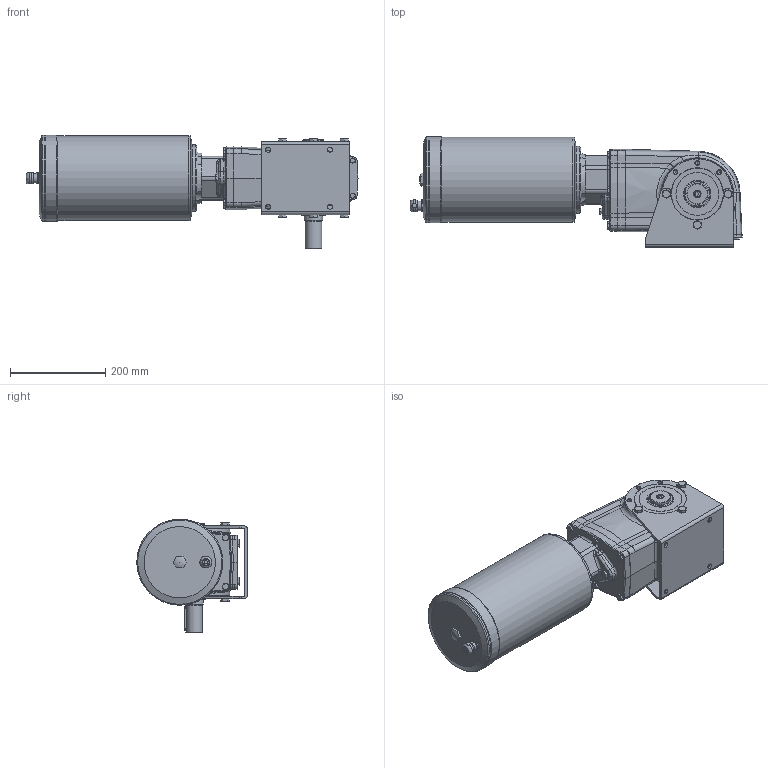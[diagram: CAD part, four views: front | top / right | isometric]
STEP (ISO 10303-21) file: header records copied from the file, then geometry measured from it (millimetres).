
FILE_DESCRIPTION( ( 'Unknown' ), '1' );
FILE_NAME( '9F3AB391DBDE4D6AE22E1661BC9F3.3d.stp', 'Unknown', ( 'Unknown' ), ( 'Unknown' ), 'PSStep 10.1', 'Unknown', ' ' );
FILE_SCHEMA( ( 'AUTOMOTIVE_DESIGN { 1 0 10303 214 1 1 1 1 }' ) );
Length unit declared in the file: millimetre
Products named in the file (1): X62N
Bounding box: 698.5 x 232.5 x 239 mm (x, y, z)
Volume: 14858740.6 mm3; surface area: 630285.9 mm2
Topology: 1 solids, 27 shells, 997 faces, 2331 edges, 1453 vertices
Faces by surface type: plane 396, cylinder 251, cone 223, torus 69, bspline 53, extrusion 4, sphere 1
Full cylindrical faces by diameter (mm): 6 x6, 6.647 x8, 7 x7, 8.376 x34, 8.9 x6, 9 x4, 10 x12, 10.5 x7, 11 x4, 11.6 x6, 12 x6, 13 x1, 13.4 x1, 14.6 x6, 15 x1, 16.662 x1, 18 x1, 20 x1, 24 x1, 30 x1, 34.6 x2, 35 x4, 35.2 x1, 39 x1, 44 x1, 50 x1, 57.5 x2, 58 x2, 62 x1, 85 x1
Entity records: 40145 total; most frequent: CARTESIAN_POINT 11560, DIRECTION 4262, ORIENTED_EDGE 3826, EDGE_CURVE 1913, AXIS2_PLACEMENT_3D 1772, EDGE_LOOP 1402, VERTEX_POINT 1342, FACE_OUTER_BOUND 1203
